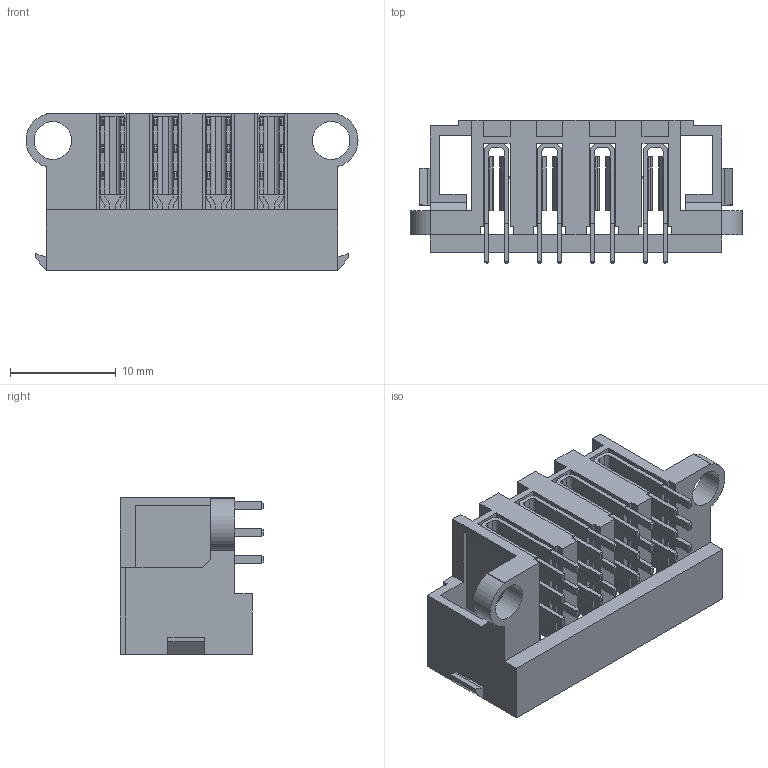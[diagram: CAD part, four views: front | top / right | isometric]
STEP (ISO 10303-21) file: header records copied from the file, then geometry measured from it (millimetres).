
FILE_DESCRIPTION( ( 'STEP AP214' ), '1' );
FILE_NAME( 'MPT-04-01-01-L-RA-SD.stp', '2019-12-06T01:13:24', ( '' ), ( '' ), ' ', 'PARTsolutions', ' ' );
FILE_SCHEMA( ( 'AUTOMOTIVE_DESIGN { 1 0 10303 214 1 1 1 1 }' ) );
Length unit declared in the file: millimetre
Products named in the file (3): MPT-04-01-01-L-RA-SD; _MPT04terminal2; _MPT0401pins2
Assembly tree (2 placements, depth 2):
  MPT-04-01-01-L-RA-SD
    _MPT04terminal2
    _MPT0401pins2
Bounding box: 31.36 x 13.52 x 14.81 mm (x, y, z)
Volume: 2040.1 mm3; surface area: 4937.5 mm2
Topology: 2 solids, 2 shells, 539 faces, 1502 edges, 966 vertices
Faces by surface type: plane 463, cylinder 76
Full cylindrical faces by diameter (mm): 3.56 x2
Entity records: 21306 total; most frequent: CARTESIAN_POINT 3004, ORIENTED_EDGE 2996, DIRECTION 2750, EDGE_CURVE 1498, LINE 1330, VECTOR 1330, VERTEX_POINT 964, AXIS2_PLACEMENT_3D 710
